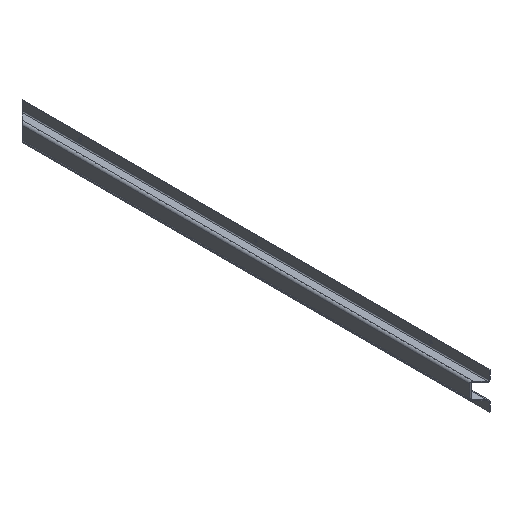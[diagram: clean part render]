
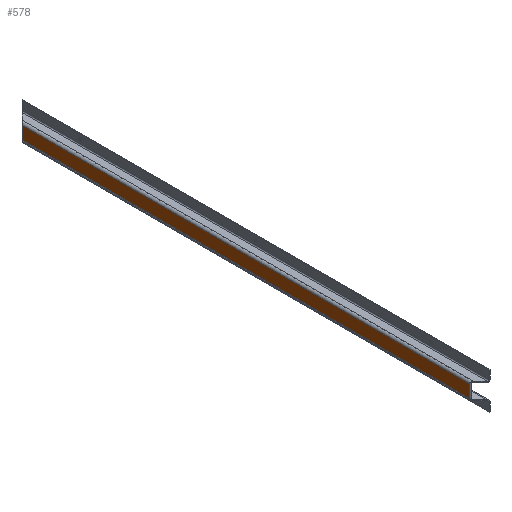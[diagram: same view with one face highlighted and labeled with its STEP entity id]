
A CAD part, isometric view. The second image highlights one B-rep face of the part: STEP entity #578.
In plain terms, the highlighted planar face has unit normal (-1, 0, 0).
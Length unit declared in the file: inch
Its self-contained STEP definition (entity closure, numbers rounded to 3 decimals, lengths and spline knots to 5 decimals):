
#35=LINE('',#908,#83);
#36=LINE('',#910,#84);
#37=LINE('',#912,#85);
#38=LINE('',#913,#86);
#83=VECTOR('',#733,39.37008);
#84=VECTOR('',#734,39.37008);
#85=VECTOR('',#735,39.37008);
#86=VECTOR('',#736,39.37008);
#128=PLANE('',#642);
#170=FACE_OUTER_BOUND('',#208,.T.);
#208=EDGE_LOOP('',(#413,#414,#415,#416));
#277=VERTEX_POINT('',#906);
#278=VERTEX_POINT('',#907);
#279=VERTEX_POINT('',#909);
#280=VERTEX_POINT('',#911);
#333=EDGE_CURVE('',#277,#278,#35,.T.);
#334=EDGE_CURVE('',#277,#279,#36,.T.);
#335=EDGE_CURVE('',#279,#280,#37,.T.);
#336=EDGE_CURVE('',#280,#278,#38,.T.);
#413=ORIENTED_EDGE('',*,*,#333,.F.);
#414=ORIENTED_EDGE('',*,*,#334,.T.);
#415=ORIENTED_EDGE('',*,*,#335,.T.);
#416=ORIENTED_EDGE('',*,*,#336,.T.);
#578=ADVANCED_FACE('',(#170),#128,.F.);
#642=AXIS2_PLACEMENT_3D('',#905,#731,#732);
#731=DIRECTION('center_axis',(1.,0.,0.));
#732=DIRECTION('ref_axis',(0.,0.,-1.));
#733=DIRECTION('',(0.,0.,-1.));
#734=DIRECTION('',(0.,1.,0.));
#735=DIRECTION('',(0.,0.,-1.));
#736=DIRECTION('',(0.,-1.,0.));
#905=CARTESIAN_POINT('Origin',(0.,-48.,-10.67882));
#906=CARTESIAN_POINT('',(0.,-47.,-10.03082));
#907=CARTESIAN_POINT('',(0.,-47.,-11.32682));
#908=CARTESIAN_POINT('',(0.,-47.,-9.80382));
#909=CARTESIAN_POINT('',(0.,-1.,-10.03082));
#910=CARTESIAN_POINT('',(0.,0.,-10.03082));
#911=CARTESIAN_POINT('',(0.,-1.,-11.32682));
#912=CARTESIAN_POINT('',(0.,-1.,-9.80382));
#913=CARTESIAN_POINT('',(0.,-48.,-11.32682));
